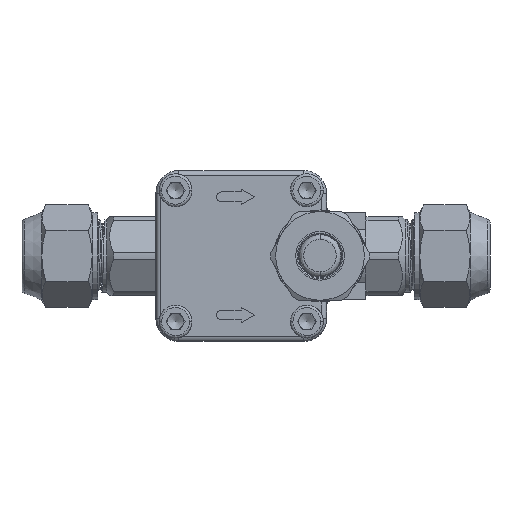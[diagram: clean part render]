
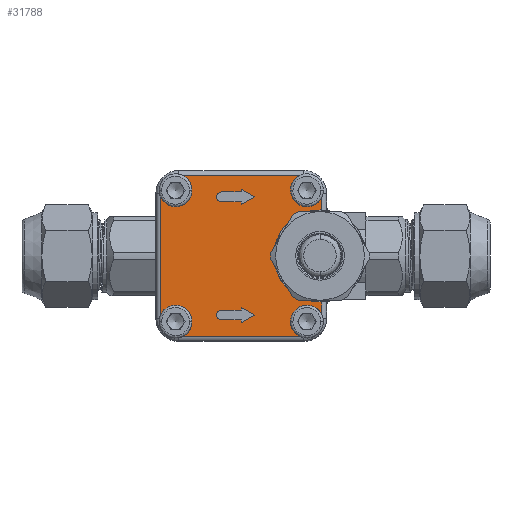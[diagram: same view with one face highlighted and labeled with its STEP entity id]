
A CAD part, top view. The second image highlights one B-rep face of the part: STEP entity #31788.
In plain terms, the highlighted planar face has unit normal (0, 0, 1).
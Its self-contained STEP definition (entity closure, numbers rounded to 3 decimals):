
#20652=CARTESIAN_POINT('',(5.184,11.979,158.5));
#20653=VERTEX_POINT('',#20652);
#20676=CARTESIAN_POINT('',(-9.316,-2.012,158.5));
#20677=VERTEX_POINT('',#20676);
#20678=CARTESIAN_POINT('',(4.684,-2.012,158.5));
#20679=DIRECTION('',(0.,0.,1.));
#20680=DIRECTION('',(1.,0.,-0.));
#20681=AXIS2_PLACEMENT_3D('',#20678,#20679,#20680);
#20682=CIRCLE('',#20681,14.);
#20683=EDGE_CURVE('NONE',#20653,#20677,#20682,.T.);
#20685=CARTESIAN_POINT('',(5.184,-16.003,158.5));
#20686=VERTEX_POINT('',#20685);
#20687=CARTESIAN_POINT('',(4.684,-2.012,158.5));
#20688=DIRECTION('',(0.,0.,1.));
#20689=DIRECTION('',(1.,0.,-0.));
#20690=AXIS2_PLACEMENT_3D('',#20687,#20688,#20689);
#20691=CIRCLE('',#20690,14.);
#20692=EDGE_CURVE('NONE',#20677,#20686,#20691,.T.);
#31551=CARTESIAN_POINT('',(-38.316,-21.012,158.5));
#31552=DIRECTION('',(0.,0.,-1.));
#31553=DIRECTION('',(-1.,0.,0.));
#31554=AXIS2_PLACEMENT_3D('',#31551,#31552,#31553);
#31555=PLANE('',#31554);
#31556=CARTESIAN_POINT('',(-19.316,-18.512,158.5));
#31557=VERTEX_POINT('',#31556);
#31558=CARTESIAN_POINT('',(-25.316,-18.512,158.5));
#31559=VERTEX_POINT('',#31558);
#31560=CARTESIAN_POINT('',(-19.316,-18.512,158.5));
#31561=DIRECTION('',(-1.,0.,0.));
#31562=VECTOR('',#31561,6.);
#31563=LINE('',#31560,#31562);
#31564=EDGE_CURVE('NONE',#31557,#31559,#31563,.T.);
#31565=ORIENTED_EDGE('',*,*,#31564,.F.);
#31566=CARTESIAN_POINT('',(-19.316,-17.703,158.5));
#31567=VERTEX_POINT('',#31566);
#31568=CARTESIAN_POINT('',(-19.316,-17.703,158.5));
#31569=DIRECTION('',(-0.,-1.,-0.));
#31570=VECTOR('',#31569,0.809);
#31571=LINE('',#31568,#31570);
#31572=EDGE_CURVE('NONE',#31567,#31557,#31571,.T.);
#31573=ORIENTED_EDGE('',*,*,#31572,.F.);
#31574=CARTESIAN_POINT('',(-15.316,-20.012,158.5));
#31575=VERTEX_POINT('',#31574);
#31576=CARTESIAN_POINT('',(-15.316,-20.012,158.5));
#31577=DIRECTION('',(-0.866,0.5,-0.));
#31578=VECTOR('',#31577,4.619);
#31579=LINE('',#31576,#31578);
#31580=EDGE_CURVE('NONE',#31575,#31567,#31579,.T.);
#31581=ORIENTED_EDGE('',*,*,#31580,.F.);
#31582=CARTESIAN_POINT('',(-19.316,-22.321,158.5));
#31583=VERTEX_POINT('',#31582);
#31584=CARTESIAN_POINT('',(-19.316,-22.321,158.5));
#31585=DIRECTION('',(0.866,0.5,-0.));
#31586=VECTOR('',#31585,4.619);
#31587=LINE('',#31584,#31586);
#31588=EDGE_CURVE('NONE',#31583,#31575,#31587,.T.);
#31589=ORIENTED_EDGE('',*,*,#31588,.F.);
#31590=CARTESIAN_POINT('',(-19.316,-21.512,158.5));
#31591=VERTEX_POINT('',#31590);
#31592=CARTESIAN_POINT('',(-19.316,-21.512,158.5));
#31593=DIRECTION('',(-0.,-1.,-0.));
#31594=VECTOR('',#31593,0.809);
#31595=LINE('',#31592,#31594);
#31596=EDGE_CURVE('NONE',#31591,#31583,#31595,.T.);
#31597=ORIENTED_EDGE('',*,*,#31596,.F.);
#31598=CARTESIAN_POINT('',(-25.316,-21.512,158.5));
#31599=VERTEX_POINT('',#31598);
#31600=CARTESIAN_POINT('',(-25.316,-21.512,158.5));
#31601=DIRECTION('',(1.,-0.,-0.));
#31602=VECTOR('',#31601,6.);
#31603=LINE('',#31600,#31602);
#31604=EDGE_CURVE('NONE',#31599,#31591,#31603,.T.);
#31605=ORIENTED_EDGE('',*,*,#31604,.F.);
#31606=CARTESIAN_POINT('',(-26.816,-20.012,158.5));
#31607=VERTEX_POINT('',#31606);
#31608=CARTESIAN_POINT('',(-25.316,-20.012,158.5));
#31609=DIRECTION('',(-0.,-0.,1.));
#31610=DIRECTION('',(-1.,0.,0.));
#31611=AXIS2_PLACEMENT_3D('',#31608,#31609,#31610);
#31612=CIRCLE('',#31611,1.5);
#31613=EDGE_CURVE('NONE',#31607,#31599,#31612,.T.);
#31614=ORIENTED_EDGE('',*,*,#31613,.F.);
#31615=CARTESIAN_POINT('',(-25.316,-20.012,158.5));
#31616=DIRECTION('',(-0.,-0.,1.));
#31617=DIRECTION('',(-1.,0.,0.));
#31618=AXIS2_PLACEMENT_3D('',#31615,#31616,#31617);
#31619=CIRCLE('',#31618,1.5);
#31620=EDGE_CURVE('NONE',#31559,#31607,#31619,.T.);
#31621=ORIENTED_EDGE('',*,*,#31620,.F.);
#31622=EDGE_LOOP('',(#31565,#31573,#31581,#31589,#31597,#31605,#31614,#31621));
#31623=FACE_BOUND('',#31622,.T.);
#31624=CARTESIAN_POINT('',(-25.316,14.488,158.5));
#31625=VERTEX_POINT('',#31624);
#31626=CARTESIAN_POINT('',(-19.316,14.488,158.5));
#31627=VERTEX_POINT('',#31626);
#31628=CARTESIAN_POINT('',(-25.316,14.488,158.5));
#31629=DIRECTION('',(1.,-0.,-0.));
#31630=VECTOR('',#31629,6.);
#31631=LINE('',#31628,#31630);
#31632=EDGE_CURVE('NONE',#31625,#31627,#31631,.T.);
#31633=ORIENTED_EDGE('',*,*,#31632,.F.);
#31634=CARTESIAN_POINT('',(-26.816,15.988,158.5));
#31635=VERTEX_POINT('',#31634);
#31636=CARTESIAN_POINT('',(-25.316,15.988,158.5));
#31637=DIRECTION('',(-0.,-0.,1.));
#31638=DIRECTION('',(-1.,0.,0.));
#31639=AXIS2_PLACEMENT_3D('',#31636,#31637,#31638);
#31640=CIRCLE('',#31639,1.5);
#31641=EDGE_CURVE('NONE',#31635,#31625,#31640,.T.);
#31642=ORIENTED_EDGE('',*,*,#31641,.F.);
#31643=CARTESIAN_POINT('',(-25.316,17.488,158.5));
#31644=VERTEX_POINT('',#31643);
#31645=CARTESIAN_POINT('',(-25.316,15.988,158.5));
#31646=DIRECTION('',(-0.,-0.,1.));
#31647=DIRECTION('',(-1.,0.,0.));
#31648=AXIS2_PLACEMENT_3D('',#31645,#31646,#31647);
#31649=CIRCLE('',#31648,1.5);
#31650=EDGE_CURVE('NONE',#31644,#31635,#31649,.T.);
#31651=ORIENTED_EDGE('',*,*,#31650,.F.);
#31652=CARTESIAN_POINT('',(-19.316,17.488,158.5));
#31653=VERTEX_POINT('',#31652);
#31654=CARTESIAN_POINT('',(-19.316,17.488,158.5));
#31655=DIRECTION('',(-1.,0.,0.));
#31656=VECTOR('',#31655,6.);
#31657=LINE('',#31654,#31656);
#31658=EDGE_CURVE('NONE',#31653,#31644,#31657,.T.);
#31659=ORIENTED_EDGE('',*,*,#31658,.F.);
#31660=CARTESIAN_POINT('',(-19.316,18.297,158.5));
#31661=VERTEX_POINT('',#31660);
#31662=CARTESIAN_POINT('',(-19.316,18.297,158.5));
#31663=DIRECTION('',(-0.,-1.,-0.));
#31664=VECTOR('',#31663,0.809);
#31665=LINE('',#31662,#31664);
#31666=EDGE_CURVE('NONE',#31661,#31653,#31665,.T.);
#31667=ORIENTED_EDGE('',*,*,#31666,.F.);
#31668=CARTESIAN_POINT('',(-15.316,15.988,158.5));
#31669=VERTEX_POINT('',#31668);
#31670=CARTESIAN_POINT('',(-15.316,15.988,158.5));
#31671=DIRECTION('',(-0.866,0.5,0.));
#31672=VECTOR('',#31671,4.619);
#31673=LINE('',#31670,#31672);
#31674=EDGE_CURVE('NONE',#31669,#31661,#31673,.T.);
#31675=ORIENTED_EDGE('',*,*,#31674,.F.);
#31676=CARTESIAN_POINT('',(-19.316,13.679,158.5));
#31677=VERTEX_POINT('',#31676);
#31678=CARTESIAN_POINT('',(-19.316,13.679,158.5));
#31679=DIRECTION('',(0.866,0.5,0.));
#31680=VECTOR('',#31679,4.619);
#31681=LINE('',#31678,#31680);
#31682=EDGE_CURVE('NONE',#31677,#31669,#31681,.T.);
#31683=ORIENTED_EDGE('',*,*,#31682,.F.);
#31684=CARTESIAN_POINT('',(-19.316,14.488,158.5));
#31685=DIRECTION('',(-0.,-1.,-0.));
#31686=VECTOR('',#31685,0.809);
#31687=LINE('',#31684,#31686);
#31688=EDGE_CURVE('NONE',#31627,#31677,#31687,.T.);
#31689=ORIENTED_EDGE('',*,*,#31688,.F.);
#31690=EDGE_LOOP('',(#31633,#31642,#31651,#31659,#31667,#31675,#31683,#31689));
#31691=FACE_BOUND('',#31690,.T.);
#31692=CARTESIAN_POINT('',(5.184,-19.833,158.5));
#31693=VERTEX_POINT('',#31692);
#31694=CARTESIAN_POINT('',(-1.496,-26.512,158.5));
#31695=VERTEX_POINT('',#31694);
#31696=CARTESIAN_POINT('',(0.684,-22.012,158.5));
#31697=DIRECTION('',(0.,0.,1.));
#31698=DIRECTION('',(1.,0.,-0.));
#31699=AXIS2_PLACEMENT_3D('',#31696,#31697,#31698);
#31700=CIRCLE('',#31699,5.);
#31701=EDGE_CURVE('NONE',#31693,#31695,#31700,.T.);
#31702=ORIENTED_EDGE('',*,*,#31701,.F.);
#31703=CARTESIAN_POINT('',(5.184,-16.003,158.5));
#31704=DIRECTION('',(-0.,-1.,-0.));
#31705=VECTOR('',#31704,3.829);
#31706=LINE('',#31703,#31705);
#31707=EDGE_CURVE('NONE',#20686,#31693,#31706,.T.);
#31708=ORIENTED_EDGE('',*,*,#31707,.F.);
#31709=ORIENTED_EDGE('',*,*,#20692,.F.);
#31710=ORIENTED_EDGE('',*,*,#20683,.F.);
#31711=CARTESIAN_POINT('',(5.184,15.808,158.5));
#31712=VERTEX_POINT('',#31711);
#31713=CARTESIAN_POINT('',(5.184,15.808,158.5));
#31714=DIRECTION('',(-0.,-1.,-0.));
#31715=VECTOR('',#31714,3.829);
#31716=LINE('',#31713,#31715);
#31717=EDGE_CURVE('',#31712,#20653,#31716,.T.);
#31718=ORIENTED_EDGE('',*,*,#31717,.F.);
#31719=CARTESIAN_POINT('',(-1.496,22.488,158.5));
#31720=VERTEX_POINT('',#31719);
#31721=CARTESIAN_POINT('',(0.684,17.988,158.5));
#31722=DIRECTION('',(0.,0.,1.));
#31723=DIRECTION('',(1.,0.,-0.));
#31724=AXIS2_PLACEMENT_3D('',#31721,#31722,#31723);
#31725=CIRCLE('',#31724,5.);
#31726=EDGE_CURVE('NONE',#31720,#31712,#31725,.T.);
#31727=ORIENTED_EDGE('',*,*,#31726,.F.);
#31728=CARTESIAN_POINT('',(-37.137,22.488,158.5));
#31729=VERTEX_POINT('',#31728);
#31730=CARTESIAN_POINT('',(-37.137,22.488,158.5));
#31731=DIRECTION('',(1.,-0.,-0.));
#31732=VECTOR('',#31731,35.641);
#31733=LINE('',#31730,#31732);
#31734=EDGE_CURVE('',#31729,#31720,#31733,.T.);
#31735=ORIENTED_EDGE('',*,*,#31734,.F.);
#31736=CARTESIAN_POINT('',(-34.316,17.988,158.5));
#31737=VERTEX_POINT('',#31736);
#31738=CARTESIAN_POINT('',(-39.316,17.988,158.5));
#31739=DIRECTION('',(0.,0.,1.));
#31740=DIRECTION('',(1.,0.,-0.));
#31741=AXIS2_PLACEMENT_3D('',#31738,#31739,#31740);
#31742=CIRCLE('',#31741,5.);
#31743=EDGE_CURVE('NONE',#31737,#31729,#31742,.T.);
#31744=ORIENTED_EDGE('',*,*,#31743,.F.);
#31745=CARTESIAN_POINT('',(-43.816,15.808,158.5));
#31746=VERTEX_POINT('',#31745);
#31747=CARTESIAN_POINT('',(-39.316,17.988,158.5));
#31748=DIRECTION('',(0.,0.,1.));
#31749=DIRECTION('',(1.,0.,-0.));
#31750=AXIS2_PLACEMENT_3D('',#31747,#31748,#31749);
#31751=CIRCLE('',#31750,5.);
#31752=EDGE_CURVE('NONE',#31746,#31737,#31751,.T.);
#31753=ORIENTED_EDGE('',*,*,#31752,.F.);
#31754=CARTESIAN_POINT('',(-43.816,-19.833,158.5));
#31755=VERTEX_POINT('',#31754);
#31756=CARTESIAN_POINT('',(-43.816,-19.833,158.5));
#31757=DIRECTION('',(0.,1.,0.));
#31758=VECTOR('',#31757,35.641);
#31759=LINE('',#31756,#31758);
#31760=EDGE_CURVE('',#31755,#31746,#31759,.T.);
#31761=ORIENTED_EDGE('',*,*,#31760,.F.);
#31762=CARTESIAN_POINT('',(-34.316,-22.012,158.5));
#31763=VERTEX_POINT('',#31762);
#31764=CARTESIAN_POINT('',(-39.316,-22.012,158.5));
#31765=DIRECTION('',(0.,0.,1.));
#31766=DIRECTION('',(1.,0.,-0.));
#31767=AXIS2_PLACEMENT_3D('',#31764,#31765,#31766);
#31768=CIRCLE('',#31767,5.);
#31769=EDGE_CURVE('NONE',#31763,#31755,#31768,.T.);
#31770=ORIENTED_EDGE('',*,*,#31769,.F.);
#31771=CARTESIAN_POINT('',(-37.137,-26.512,158.5));
#31772=VERTEX_POINT('',#31771);
#31773=CARTESIAN_POINT('',(-39.316,-22.012,158.5));
#31774=DIRECTION('',(0.,0.,1.));
#31775=DIRECTION('',(1.,0.,-0.));
#31776=AXIS2_PLACEMENT_3D('',#31773,#31774,#31775);
#31777=CIRCLE('',#31776,5.);
#31778=EDGE_CURVE('NONE',#31772,#31763,#31777,.T.);
#31779=ORIENTED_EDGE('',*,*,#31778,.F.);
#31780=CARTESIAN_POINT('',(-1.496,-26.512,158.5));
#31781=DIRECTION('',(-1.,0.,0.));
#31782=VECTOR('',#31781,35.641);
#31783=LINE('',#31780,#31782);
#31784=EDGE_CURVE('',#31695,#31772,#31783,.T.);
#31785=ORIENTED_EDGE('',*,*,#31784,.F.);
#31786=EDGE_LOOP('',(#31702,#31708,#31709,#31710,#31718,#31727,#31735,#31744,#31753,#31761,#31770,#31779,#31785));
#31787=FACE_BOUND('',#31786,.T.);
#31788=ADVANCED_FACE('',(#31623,#31691,#31787),#31555,.F.);
